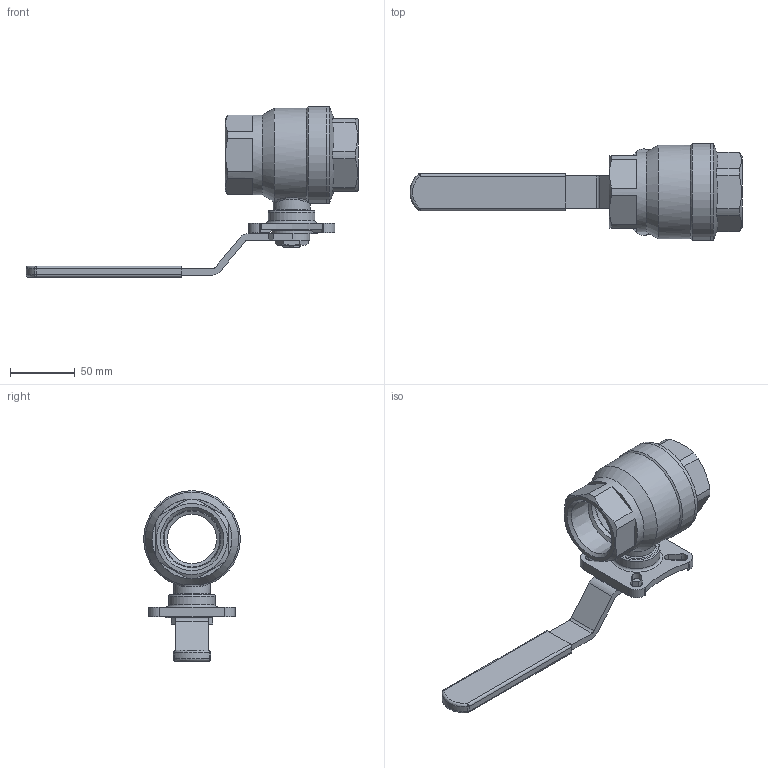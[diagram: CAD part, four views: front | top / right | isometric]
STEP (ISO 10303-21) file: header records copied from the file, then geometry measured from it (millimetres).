
FILE_DESCRIPTION(('STEP AP214'),'1');
FILE_NAME(' 1-1-2.stp','2023-12-06T03:21:35',(' '),(' '),'Spatial InterOp 3D',' ',' ');
FILE_SCHEMA(('AUTOMOTIVE_DESIGN { 1 0 10303 214 1 1 1 1 }'));
Length unit declared in the file: millimetre
Products named in the file (16): 2PC_____ 1.5; 阀体; 阀盖; 阀杆; 密封垫圈; O型圈; 止推垫圈; 填料; 压环; 碟形弹簧; 非标螺母; 防松垫片; 定位片; 手柄; 手柄套
Assembly tree (15 placements, depth 2):
  2PC_____ 1.5
    阀体
    阀盖
    阀杆
    密封垫圈
    O型圈
    止推垫圈
    填料
    压环
    碟形弹簧
    非标螺母
    防松垫片
    定位片
    手柄
    非标螺母
    手柄套
Bounding box: 255.98 x 74.5 x 131.62 mm (x, y, z)
Volume: 215390.4 mm3; surface area: 108798.3 mm2
Topology: 16 solids, 16 shells, 353 faces, 846 edges, 532 vertices
Faces by surface type: plane 160, cylinder 101, cone 64, torus 21, sphere 5, bspline 2
Full cylindrical faces by diameter (mm): 12.91 x1, 13 x2, 14.5 x1, 15.875 x1, 16.3 x2, 17 x4, 17.2 x2, 17.3 x1, 21.3 x1, 21.5 x3, 21.7 x2, 27.5 x2, 28.5 x1, 29.5 x1, 33 x1, 36 x1, 38 x2, 53 x2, 59 x1, 61.5 x1, 63 x1, 63.5 x1, 65 x2, 65.3 x1, 70.5 x2, 74.5 x2
Entity records: 14269 total; most frequent: CARTESIAN_POINT 3332, DIRECTION 1668, ORIENTED_EDGE 1470, EDGE_CURVE 735, AXIS2_PLACEMENT_3D 666, VERTEX_POINT 518, EDGE_LOOP 495, FACE_OUTER_BOUND 413
